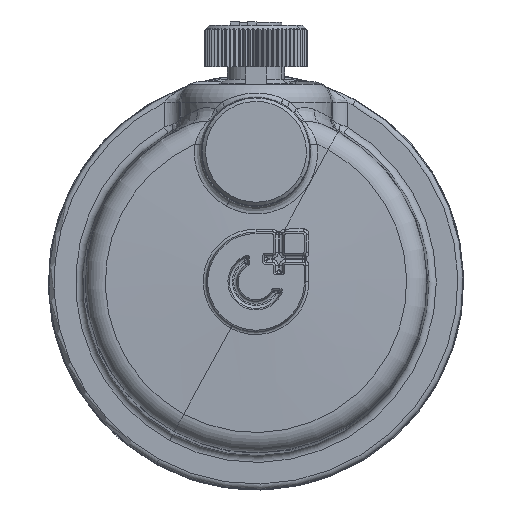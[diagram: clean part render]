
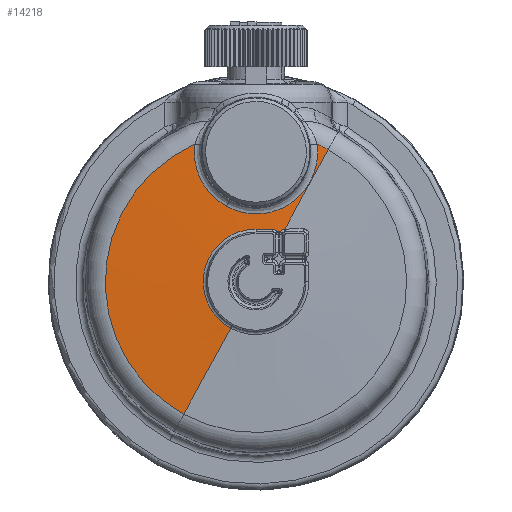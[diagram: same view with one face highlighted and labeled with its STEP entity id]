
A CAD part, top view. The second image highlights one B-rep face of the part: STEP entity #14218.
In plain terms, the highlighted conical face has half-angle 88 degrees and reference radius 5 mm.
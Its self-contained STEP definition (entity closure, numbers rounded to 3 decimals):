
#5234=CARTESIAN_POINT('Vertex',(2.057,4.812,40.39)) ;
#5275=CARTESIAN_POINT('Vertex',(2.359,4.837,40.384)) ;
#7533=CARTESIAN_POINT('Vertex',(2.775,5.08,40.37)) ;
#8112=CARTESIAN_POINT('Vertex',(-2.431,-4.451,40.395)) ;
#8136=CARTESIAN_POINT('Vertex',(0.,5.072,40.395)) ;
#8139=CARTESIAN_POINT('Axis2P3D Location',(0.,0.,40.395)) ;
#8194=CARTESIAN_POINT('Vertex',(1.577,5.075,40.387)) ;
#8198=CARTESIAN_POINT('Control Point',(0.,5.072,40.395)) ;
#8199=CARTESIAN_POINT('Control Point',(0.092,5.072,40.395)) ;
#8200=CARTESIAN_POINT('Control Point',(0.184,5.072,40.395)) ;
#8201=CARTESIAN_POINT('Control Point',(0.276,5.072,40.395)) ;
#8202=CARTESIAN_POINT('Control Point',(0.584,5.072,40.394)) ;
#8203=CARTESIAN_POINT('Control Point',(0.895,5.073,40.393)) ;
#8204=CARTESIAN_POINT('Control Point',(1.116,5.073,40.391)) ;
#8205=CARTESIAN_POINT('Control Point',(1.343,5.074,40.389)) ;
#8206=CARTESIAN_POINT('Control Point',(1.577,5.075,40.387)) ;
#8253=CARTESIAN_POINT('Control Point',(2.057,4.812,40.39)) ;
#8254=CARTESIAN_POINT('Control Point',(2.041,4.838,40.389)) ;
#8255=CARTESIAN_POINT('Control Point',(2.025,4.862,40.388)) ;
#8256=CARTESIAN_POINT('Control Point',(2.007,4.884,40.388)) ;
#8257=CARTESIAN_POINT('Control Point',(1.926,4.973,40.386)) ;
#8258=CARTESIAN_POINT('Control Point',(1.83,5.031,40.385)) ;
#8259=CARTESIAN_POINT('Control Point',(1.75,5.06,40.385)) ;
#8260=CARTESIAN_POINT('Control Point',(1.666,5.075,40.386)) ;
#8261=CARTESIAN_POINT('Control Point',(1.577,5.075,40.387)) ;
#8308=CARTESIAN_POINT('Control Point',(2.359,4.837,40.384)) ;
#8309=CARTESIAN_POINT('Control Point',(2.297,4.832,40.385)) ;
#8310=CARTESIAN_POINT('Control Point',(2.236,4.827,40.387)) ;
#8311=CARTESIAN_POINT('Control Point',(2.176,4.823,40.388)) ;
#8312=CARTESIAN_POINT('Control Point',(2.116,4.818,40.389)) ;
#8313=CARTESIAN_POINT('Control Point',(2.057,4.812,40.39)) ;
#8414=CARTESIAN_POINT('Control Point',(2.775,5.08,40.37)) ;
#8415=CARTESIAN_POINT('Control Point',(2.767,5.08,40.37)) ;
#8416=CARTESIAN_POINT('Control Point',(2.758,5.079,40.37)) ;
#8417=CARTESIAN_POINT('Control Point',(2.749,5.078,40.371)) ;
#8418=CARTESIAN_POINT('Control Point',(2.717,5.073,40.371)) ;
#8419=CARTESIAN_POINT('Control Point',(2.683,5.066,40.372)) ;
#8420=CARTESIAN_POINT('Control Point',(2.658,5.06,40.373)) ;
#8421=CARTESIAN_POINT('Control Point',(2.615,5.046,40.374)) ;
#8422=CARTESIAN_POINT('Control Point',(2.569,5.025,40.375)) ;
#8423=CARTESIAN_POINT('Control Point',(2.55,5.015,40.376)) ;
#8424=CARTESIAN_POINT('Control Point',(2.517,4.996,40.377)) ;
#8425=CARTESIAN_POINT('Control Point',(2.481,4.97,40.378)) ;
#8426=CARTESIAN_POINT('Control Point',(2.466,4.958,40.379)) ;
#8427=CARTESIAN_POINT('Control Point',(2.445,4.94,40.38)) ;
#8428=CARTESIAN_POINT('Control Point',(2.42,4.915,40.381)) ;
#8429=CARTESIAN_POINT('Control Point',(2.414,4.908,40.381)) ;
#8430=CARTESIAN_POINT('Control Point',(2.404,4.897,40.382)) ;
#8431=CARTESIAN_POINT('Control Point',(2.393,4.884,40.382)) ;
#8432=CARTESIAN_POINT('Control Point',(2.39,4.88,40.383)) ;
#8433=CARTESIAN_POINT('Control Point',(2.382,4.87,40.383)) ;
#8434=CARTESIAN_POINT('Control Point',(2.373,4.858,40.383)) ;
#8435=CARTESIAN_POINT('Control Point',(2.369,4.852,40.384)) ;
#8436=CARTESIAN_POINT('Control Point',(2.364,4.845,40.384)) ;
#8437=CARTESIAN_POINT('Control Point',(2.359,4.837,40.384)) ;
#14119=CARTESIAN_POINT('Axis2P3D Location',(0.,0.,40.398)) ;
#14124=CARTESIAN_POINT('Line Origine',(-5.127,-9.385,40.199)) ;
#14128=CARTESIAN_POINT('Vertex',(-6.948,-12.717,40.066)) ;
#14135=CARTESIAN_POINT('Vertex',(6.948,12.717,40.066)) ;
#14138=CARTESIAN_POINT('Line Origine',(5.127,9.385,40.199)) ;
#14158=CARTESIAN_POINT('Axis2P3D Location',(0.,0.,40.066)) ;
#14162=CARTESIAN_POINT('Vertex',(5.884,13.243,40.066)) ;
#14166=CARTESIAN_POINT('Control Point',(5.884,13.243,40.066)) ;
#14167=CARTESIAN_POINT('Control Point',(5.983,12.473,40.089)) ;
#14168=CARTESIAN_POINT('Control Point',(5.957,11.681,40.115)) ;
#14169=CARTESIAN_POINT('Control Point',(5.8,10.894,40.141)) ;
#14170=CARTESIAN_POINT('Control Point',(5.325,9.666,40.187)) ;
#14171=CARTESIAN_POINT('Control Point',(4.549,8.622,40.232)) ;
#14172=CARTESIAN_POINT('Control Point',(4.208,8.253,40.249)) ;
#14173=CARTESIAN_POINT('Control Point',(3.477,7.612,40.28)) ;
#14174=CARTESIAN_POINT('Control Point',(2.687,7.157,40.306)) ;
#14175=CARTESIAN_POINT('Control Point',(2.297,6.979,40.316)) ;
#14176=CARTESIAN_POINT('Control Point',(1.402,6.66,40.336)) ;
#14177=CARTESIAN_POINT('Control Point',(0.543,6.532,40.344)) ;
#14178=CARTESIAN_POINT('Control Point',(0.063,6.508,40.346)) ;
#14179=CARTESIAN_POINT('Control Point',(-0.785,6.548,40.343)) ;
#14180=CARTESIAN_POINT('Control Point',(-1.662,6.756,40.33)) ;
#14181=CARTESIAN_POINT('Control Point',(-2.051,6.881,40.322)) ;
#14182=CARTESIAN_POINT('Control Point',(-2.446,7.05,40.312)) ;
#14183=CARTESIAN_POINT('Control Point',(-2.839,7.265,40.3)) ;
#14184=CARTESIAN_POINT('Vertex',(-2.839,7.265,40.3)) ;
#14188=CARTESIAN_POINT('Control Point',(-2.839,7.265,40.3)) ;
#14189=CARTESIAN_POINT('Control Point',(-3.205,7.465,40.289)) ;
#14190=CARTESIAN_POINT('Control Point',(-3.567,7.706,40.276)) ;
#14191=CARTESIAN_POINT('Control Point',(-3.918,7.987,40.262)) ;
#14192=CARTESIAN_POINT('Control Point',(-4.943,8.993,40.214)) ;
#14193=CARTESIAN_POINT('Control Point',(-5.66,10.31,40.161)) ;
#14194=CARTESIAN_POINT('Control Point',(-5.937,11.288,40.127)) ;
#14195=CARTESIAN_POINT('Control Point',(-6.008,12.282,40.095)) ;
#14196=CARTESIAN_POINT('Control Point',(-5.884,13.243,40.066)) ;
#14197=CARTESIAN_POINT('Vertex',(-5.884,13.243,40.066)) ;
#14200=CARTESIAN_POINT('Axis2P3D Location',(0.,0.,40.066)) ;
#14126=VECTOR('Line Direction',#14125,1.) ;
#14140=VECTOR('Line Direction',#14139,1.) ;
#8140=DIRECTION('Axis2P3D Direction',(0.,-0.,-1.)) ;
#14120=DIRECTION('Axis2P3D Direction',(0.,0.,-1.)) ;
#14121=DIRECTION('Axis2P3D XDirection',(-0.479,-0.878,0.)) ;
#14125=DIRECTION('Vector Direction',(-0.479,-0.877,-0.035)) ;
#14139=DIRECTION('Vector Direction',(0.479,0.877,-0.035)) ;
#14159=DIRECTION('Axis2P3D Direction',(0.,0.,-1.)) ;
#14201=DIRECTION('Axis2P3D Direction',(0.,0.,-1.)) ;
#8141=AXIS2_PLACEMENT_3D('Circle Axis2P3D',#8139,#8140,$) ;
#14122=AXIS2_PLACEMENT_3D('Cone Axis2P3D',#14119,#14120,#14121) ;
#14160=AXIS2_PLACEMENT_3D('Circle Axis2P3D',#14158,#14159,$) ;
#14202=AXIS2_PLACEMENT_3D('Circle Axis2P3D',#14200,#14201,$) ;
#14127=LINE('Line',#14124,#14126) ;
#14141=LINE('Line',#14138,#14140) ;
#8142=CIRCLE('generated circle',#8141,5.072) ;
#14161=CIRCLE('generated circle',#14160,14.491) ;
#14203=CIRCLE('generated circle',#14202,14.491) ;
#14123=CONICAL_SURFACE('Cone',#14122,5.,1.536) ;
#8143=EDGE_CURVE('',#8113,#8137,#8142,.T.) ;
#8207=EDGE_CURVE('',#8137,#8195,#8197,.T.) ;
#8262=EDGE_CURVE('',#8195,#5235,#8252,.F.) ;
#8314=EDGE_CURVE('',#5235,#5276,#8307,.F.) ;
#8438=EDGE_CURVE('',#5276,#7534,#8413,.F.) ;
#14130=EDGE_CURVE('',#14129,#8113,#14127,.F.) ;
#14142=EDGE_CURVE('',#14136,#7534,#14141,.F.) ;
#14164=EDGE_CURVE('',#14163,#14136,#14161,.T.) ;
#14186=EDGE_CURVE('',#14185,#14163,#14165,.F.) ;
#14199=EDGE_CURVE('',#14198,#14185,#14187,.F.) ;
#14204=EDGE_CURVE('',#14129,#14198,#14203,.T.) ;
#14206=ORIENTED_EDGE('',*,*,#14142,.F.) ;
#14207=ORIENTED_EDGE('',*,*,#14164,.F.) ;
#14208=ORIENTED_EDGE('',*,*,#14186,.F.) ;
#14209=ORIENTED_EDGE('',*,*,#14199,.F.) ;
#14210=ORIENTED_EDGE('',*,*,#14204,.F.) ;
#14211=ORIENTED_EDGE('',*,*,#14130,.T.) ;
#14212=ORIENTED_EDGE('',*,*,#8143,.T.) ;
#14213=ORIENTED_EDGE('',*,*,#8207,.T.) ;
#14214=ORIENTED_EDGE('',*,*,#8262,.T.) ;
#14215=ORIENTED_EDGE('',*,*,#8314,.T.) ;
#14216=ORIENTED_EDGE('',*,*,#8438,.T.) ;
#14205=EDGE_LOOP('',(#14206,#14207,#14208,#14209,#14210,#14211,#14212,#14213,#14214,#14215,#14216)) ;
#5235=VERTEX_POINT('',#5234) ;
#5276=VERTEX_POINT('',#5275) ;
#7534=VERTEX_POINT('',#7533) ;
#8113=VERTEX_POINT('',#8112) ;
#8137=VERTEX_POINT('',#8136) ;
#8195=VERTEX_POINT('',#8194) ;
#14129=VERTEX_POINT('',#14128) ;
#14136=VERTEX_POINT('',#14135) ;
#14163=VERTEX_POINT('',#14162) ;
#14185=VERTEX_POINT('',#14184) ;
#14198=VERTEX_POINT('',#14197) ;
#14218=ADVANCED_FACE('PartBody',(#14217),#14123,.T.) ;
#8197=B_SPLINE_CURVE_WITH_KNOTS('',5,(#8198,#8199,#8200,#8201,#8202,#8203,#8204,#8205,#8206),.UNSPECIFIED.,.F.,.U.,(6,3,6),(127.512,136.608,157.712),.UNSPECIFIED.) ;
#8252=B_SPLINE_CURVE_WITH_KNOTS('',5,(#8253,#8254,#8255,#8256,#8257,#8258,#8259,#8260,#8261),.UNSPECIFIED.,.F.,.U.,(6,3,6),(25.884,28.217,36.165),.UNSPECIFIED.) ;
#8307=B_SPLINE_CURVE_WITH_KNOTS('',5,(#8308,#8309,#8310,#8311,#8312,#8313),.UNSPECIFIED.,.F.,.U.,(6,6),(70.165,75.186),.UNSPECIFIED.) ;
#8413=B_SPLINE_CURVE_WITH_KNOTS('',5,(#8414,#8415,#8416,#8417,#8418,#8419,#8420,#8421,#8422,#8423,#8424,#8425,#8426,#8427,#8428,#8429,#8430,#8431,#8432,#8433,#8434,#8435,#8436,#8437),.UNSPECIFIED.,.F.,.U.,(6,3,3,3,3,3,3,6),(20.776,21.401,23.067,24.181,24.941,25.193,25.32,25.447),.UNSPECIFIED.) ;
#14165=B_SPLINE_CURVE_WITH_KNOTS('',5,(#14166,#14167,#14168,#14169,#14170,#14171,#14172,#14173,#14174,#14175,#14176,#14177,#14178,#14179,#14180,#14181,#14182,#14183),.UNSPECIFIED.,.F.,.U.,(6,3,3,3,3,6),(163.728,230.629,272.979,314.446,369.448,411.443),.UNSPECIFIED.) ;
#14187=B_SPLINE_CURVE_WITH_KNOTS('',5,(#14188,#14189,#14190,#14191,#14192,#14193,#14194,#14195,#14196),.UNSPECIFIED.,.F.,.U.,(6,3,6),(0.,39.157,122.607),.UNSPECIFIED.) ;
#14217=FACE_OUTER_BOUND('',#14205,.T.) ;
